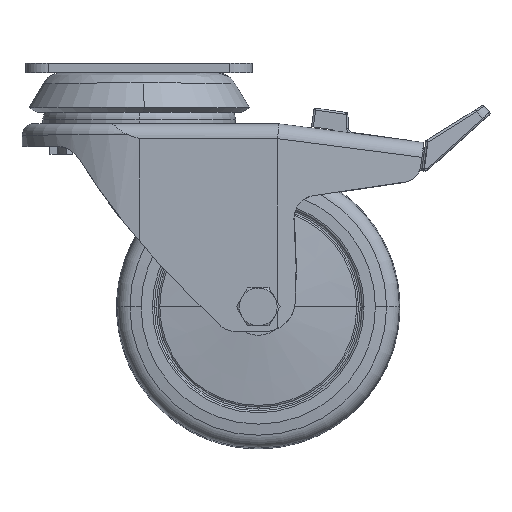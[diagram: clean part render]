
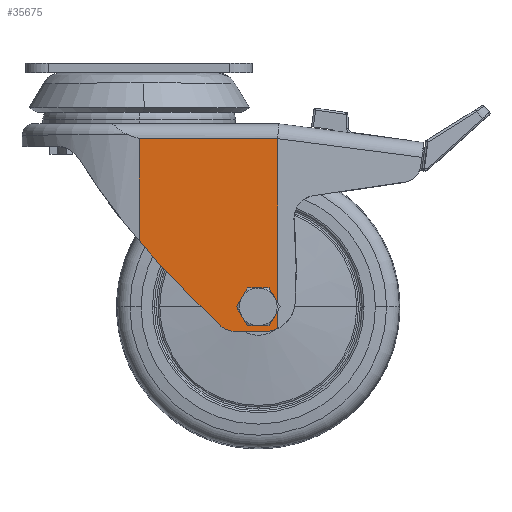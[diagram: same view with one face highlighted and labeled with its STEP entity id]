
A CAD part, top view. The second image highlights one B-rep face of the part: STEP entity #35675.
In plain terms, the highlighted planar face has unit normal (0, 0, 1).
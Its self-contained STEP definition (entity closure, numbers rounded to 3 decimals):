
#181 = DIRECTION ( 'NONE',  ( 1., 0., 0. ) ) ;
#409 = FACE_BOUND ( 'NONE', #20717, .T. ) ;
#639 = CARTESIAN_POINT ( 'NONE',  ( 7.502, -53.228, -55.049 ) ) ;
#1187 = VERTEX_POINT ( 'NONE', #22874 ) ;
#1745 = CARTESIAN_POINT ( 'NONE',  ( 28.866, -59.592, -55.049 ) ) ;
#2565 = CIRCLE ( 'NONE', #39608, 3.25 ) ;
#2584 = CARTESIAN_POINT ( 'NONE',  ( -2.634, -66.092, -55.049 ) ) ;
#2648 = CARTESIAN_POINT ( 'NONE',  ( 22.851, -60.092, -55.049 ) ) ;
#2848 = AXIS2_PLACEMENT_3D ( 'NONE', #35456, #32065, #18215 ) ;
#3222 = EDGE_LOOP ( 'NONE', ( #6683, #34407, #17550, #29872, #24746, #26344, #22594, #11096 ) ) ;
#4374 = CARTESIAN_POINT ( 'NONE',  ( -2.634, -42.015, -55.049 ) ) ;
#4759 = VECTOR ( 'NONE', #16459, 1000. ) ;
#4940 = CARTESIAN_POINT ( 'NONE',  ( 28.866, -59.592, -55.049 ) ) ;
#5041 = CIRCLE ( 'NONE', #23941, 8. ) ;
#6683 = ORIENTED_EDGE ( 'NONE', *, *, #28661, .T. ) ;
#6997 = FACE_OUTER_BOUND ( 'NONE', #3222, .T. ) ;
#7821 = LINE ( 'NONE', #25986, #13071 ) ;
#8348 = DIRECTION ( 'NONE',  ( 0., 0., 1. ) ) ;
#9445 = LINE ( 'NONE', #2584, #4759 ) ;
#10290 = LINE ( 'NONE', #10966, #41750 ) ;
#10966 = CARTESIAN_POINT ( 'NONE',  ( -21.134, -24.592, -55.049 ) ) ;
#11096 = ORIENTED_EDGE ( 'NONE', *, *, #25828, .T. ) ;
#11144 = VERTEX_POINT ( 'NONE', #43893 ) ;
#11567 = VERTEX_POINT ( 'NONE', #24907 ) ;
#11662 = VERTEX_POINT ( 'NONE', #38121 ) ;
#12217 = DIRECTION ( 'NONE',  ( 1., 0., 0. ) ) ;
#12896 = DIRECTION ( 'NONE',  ( 1., 0., 0. ) ) ;
#12978 = AXIS2_PLACEMENT_3D ( 'NONE', #42256, #24499, #181 ) ;
#13071 = VECTOR ( 'NONE', #36220, 1000. ) ;
#13520 = CARTESIAN_POINT ( 'NONE',  ( 34.04, -73.092, -55.049 ) ) ;
#13529 = VERTEX_POINT ( 'NONE', #38539 ) ;
#13751 = VERTEX_POINT ( 'NONE', #639 ) ;
#13939 = EDGE_CURVE ( 'NONE', #11662, #40274, #2565, .T. ) ;
#14597 = EDGE_CURVE ( 'NONE', #13751, #1187, #10290, .T. ) ;
#15184 = DIRECTION ( 'NONE',  ( 1., 0., 0. ) ) ;
#15665 = EDGE_CURVE ( 'NONE', #11567, #35841, #19683, .T. ) ;
#16459 = DIRECTION ( 'NONE',  ( 1., 0., 0. ) ) ;
#16915 = EDGE_CURVE ( 'NONE', #40274, #11662, #33771, .T. ) ;
#17550 = ORIENTED_EDGE ( 'NONE', *, *, #25257, .T. ) ;
#17941 = AXIS2_PLACEMENT_3D ( 'NONE', #2648, #19525, #12896 ) ;
#18132 = VERTEX_POINT ( 'NONE', #4374 ) ;
#18215 = DIRECTION ( 'NONE',  ( 1., 0., 0. ) ) ;
#19090 = ORIENTED_EDGE ( 'NONE', *, *, #16915, .F. ) ;
#19474 = DIRECTION ( 'NONE',  ( 1., 0., 0. ) ) ;
#19525 = DIRECTION ( 'NONE',  ( 0., 0., 1. ) ) ;
#19683 = LINE ( 'NONE', #30318, #20107 ) ;
#20107 = VECTOR ( 'NONE', #20118, 1000. ) ;
#20118 = DIRECTION ( 'NONE',  ( -1., 0., 0. ) ) ;
#20717 = EDGE_LOOP ( 'NONE', ( #19090, #37633 ) ) ;
#20902 = PLANE ( 'NONE',  #12978 ) ;
#22594 = ORIENTED_EDGE ( 'NONE', *, *, #23033, .T. ) ;
#22874 = CARTESIAN_POINT ( 'NONE',  ( 18.609, -64.335, -55.049 ) ) ;
#23033 = EDGE_CURVE ( 'NONE', #13529, #11144, #9445, .T. ) ;
#23941 = AXIS2_PLACEMENT_3D ( 'NONE', #39927, #43314, #19474 ) ;
#24499 = DIRECTION ( 'NONE',  ( 0., 0., 1. ) ) ;
#24746 = ORIENTED_EDGE ( 'NONE', *, *, #14597, .T. ) ;
#24907 = CARTESIAN_POINT ( 'NONE',  ( 34.04, -15.092, -55.049 ) ) ;
#25257 = EDGE_CURVE ( 'NONE', #35841, #18132, #7821, .T. ) ;
#25392 = CIRCLE ( 'NONE', #2848, 150. ) ;
#25828 = EDGE_CURVE ( 'NONE', #11144, #41775, #5041, .T. ) ;
#25986 = CARTESIAN_POINT ( 'NONE',  ( -2.634, -11.092, -55.049 ) ) ;
#26344 = ORIENTED_EDGE ( 'NONE', *, *, #30935, .T. ) ;
#26721 = LINE ( 'NONE', #13520, #33021 ) ;
#27940 = AXIS2_PLACEMENT_3D ( 'NONE', #4940, #8348, #15184 ) ;
#28661 = EDGE_CURVE ( 'NONE', #41775, #11567, #26721, .T. ) ;
#29716 = DIRECTION ( 'NONE',  ( 0., 0., 1. ) ) ;
#29872 = ORIENTED_EDGE ( 'NONE', *, *, #43599, .T. ) ;
#30318 = CARTESIAN_POINT ( 'NONE',  ( -2.634, -15.092, -55.049 ) ) ;
#30935 = EDGE_CURVE ( 'NONE', #1187, #13529, #41144, .T. ) ;
#32065 = DIRECTION ( 'NONE',  ( 0., 0., 1. ) ) ;
#33021 = VECTOR ( 'NONE', #40376, 1000. ) ;
#33464 = CARTESIAN_POINT ( 'NONE',  ( 34.04, -65.317, -55.049 ) ) ;
#33771 = CIRCLE ( 'NONE', #27940, 3.25 ) ;
#34407 = ORIENTED_EDGE ( 'NONE', *, *, #15665, .T. ) ;
#35456 = CARTESIAN_POINT ( 'NONE',  ( 113.568, 52.838, -55.049 ) ) ;
#35675 = ADVANCED_FACE ( 'NONE', ( #6997, #409 ), #20902, .T. ) ;
#35841 = VERTEX_POINT ( 'NONE', #41061 ) ;
#36220 = DIRECTION ( 'NONE',  ( 0., -1., 0. ) ) ;
#37633 = ORIENTED_EDGE ( 'NONE', *, *, #13939, .F. ) ;
#38121 = CARTESIAN_POINT ( 'NONE',  ( 25.616, -59.592, -55.049 ) ) ;
#38248 = DIRECTION ( 'NONE',  ( 0.707, -0.707, 0. ) ) ;
#38539 = CARTESIAN_POINT ( 'NONE',  ( 22.851, -66.092, -55.049 ) ) ;
#39608 = AXIS2_PLACEMENT_3D ( 'NONE', #1745, #29716, #12217 ) ;
#39927 = CARTESIAN_POINT ( 'NONE',  ( 30.606, -58.092, -55.049 ) ) ;
#40274 = VERTEX_POINT ( 'NONE', #44678 ) ;
#40376 = DIRECTION ( 'NONE',  ( 0., 1., 0. ) ) ;
#41061 = CARTESIAN_POINT ( 'NONE',  ( -2.634, -15.092, -55.049 ) ) ;
#41144 = CIRCLE ( 'NONE', #17941, 6. ) ;
#41750 = VECTOR ( 'NONE', #38248, 1000. ) ;
#41775 = VERTEX_POINT ( 'NONE', #33464 ) ;
#42256 = CARTESIAN_POINT ( 'NONE',  ( -2.634, -6.092, -55.049 ) ) ;
#43314 = DIRECTION ( 'NONE',  ( 0., 0., 1. ) ) ;
#43599 = EDGE_CURVE ( 'NONE', #18132, #13751, #25392, .T. ) ;
#43893 = CARTESIAN_POINT ( 'NONE',  ( 30.606, -66.092, -55.049 ) ) ;
#44678 = CARTESIAN_POINT ( 'NONE',  ( 32.116, -59.592, -55.049 ) ) ;
